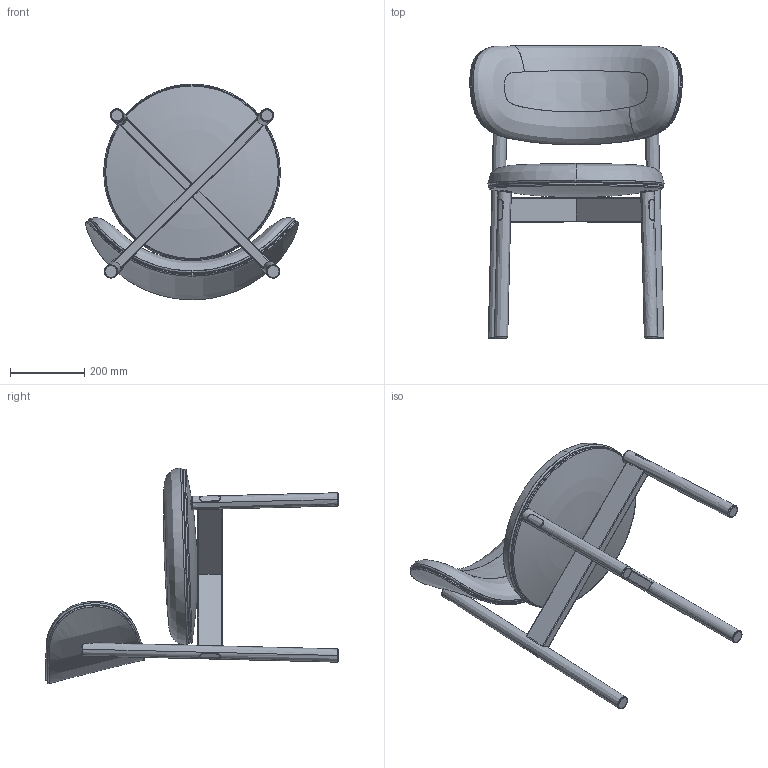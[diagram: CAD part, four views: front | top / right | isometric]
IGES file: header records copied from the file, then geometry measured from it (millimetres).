
Start section: SolidWorks IGES file using analytic representation for surfaces
Global section: file name: Arco-Revolve-Gudmundur_Ludvik-3Dfile.IGS; native system: SolidWorks 2019; preprocessor: SolidWorks 2019; author: jellisg; date: 220120.155702; units: millimetre
Bounding box: 571.47 x 787.53 x 580.11 mm (x, y, z)
Surface area: 1927921.3 mm2 (no closed solid volume)
Topology: 0 solids, 0 shells, 195 faces, 3428 edges, 3426 vertices
Faces by surface type: bspline 118, revolution 77
